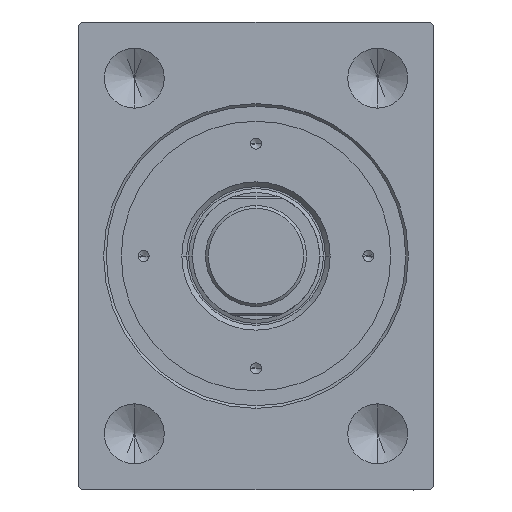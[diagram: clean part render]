
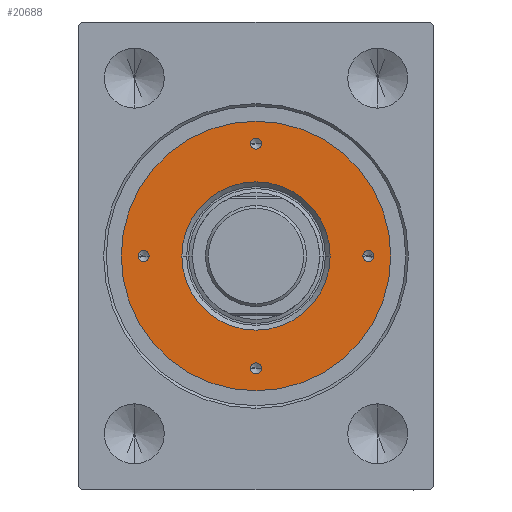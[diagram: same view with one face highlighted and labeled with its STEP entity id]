
A CAD part, left-side view. The second image highlights one B-rep face of the part: STEP entity #20688.
In plain terms, the highlighted face is planar.
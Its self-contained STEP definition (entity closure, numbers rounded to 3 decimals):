
#1355 = DIRECTION ( 'NONE',  ( 0., 0., 1. ) ) ;
#1981 = CIRCLE ( 'NONE', #34077, 36. ) ;
#2903 = CARTESIAN_POINT ( 'NONE',  ( 0., 0., 11.8 ) ) ;
#2915 = VERTEX_POINT ( 'NONE', #41419 ) ;
#3052 = VERTEX_POINT ( 'NONE', #15721 ) ;
#3135 = AXIS2_PLACEMENT_3D ( 'NONE', #10445, #37673, #7093 ) ;
#3466 = ORIENTED_EDGE ( 'NONE', *, *, #41972, .T. ) ;
#4716 = VERTEX_POINT ( 'NONE', #29812 ) ;
#4794 = ORIENTED_EDGE ( 'NONE', *, *, #28154, .F. ) ;
#5581 = CARTESIAN_POINT ( 'NONE',  ( 0., 0., 11.8 ) ) ;
#5589 = DIRECTION ( 'NONE',  ( 1., 0., 0. ) ) ;
#5629 = AXIS2_PLACEMENT_3D ( 'NONE', #40179, #32611, #5589 ) ;
#6931 = ORIENTED_EDGE ( 'NONE', *, *, #36368, .F. ) ;
#7081 = EDGE_LOOP ( 'NONE', ( #21854, #12670 ) ) ;
#7093 = DIRECTION ( 'NONE',  ( 1., 0., 0. ) ) ;
#7743 = CIRCLE ( 'NONE', #32696, 19.8 ) ;
#8349 = DIRECTION ( 'NONE',  ( 0., 0., 1. ) ) ;
#8373 = AXIS2_PLACEMENT_3D ( 'NONE', #8724, #1355, #32386 ) ;
#8691 = CARTESIAN_POINT ( 'NONE',  ( 31.5, 0., 11.8 ) ) ;
#8713 = ORIENTED_EDGE ( 'NONE', *, *, #43329, .F. ) ;
#8724 = CARTESIAN_POINT ( 'NONE',  ( 0., -30., 11.8 ) ) ;
#8822 = DIRECTION ( 'NONE',  ( 0., 0., 1. ) ) ;
#9133 = CARTESIAN_POINT ( 'NONE',  ( 1.5, 30., 11.8 ) ) ;
#9547 = DIRECTION ( 'NONE',  ( 0., 0., 1. ) ) ;
#9909 = CIRCLE ( 'NONE', #34854, 1.5 ) ;
#9925 = DIRECTION ( 'NONE',  ( 0., 0., 1. ) ) ;
#10445 = CARTESIAN_POINT ( 'NONE',  ( 0., 0., 11.8 ) ) ;
#10481 = AXIS2_PLACEMENT_3D ( 'NONE', #42883, #35963, #18989 ) ;
#11577 = EDGE_CURVE ( 'NONE', #3052, #18825, #40957, .T. ) ;
#12670 = ORIENTED_EDGE ( 'NONE', *, *, #28801, .T. ) ;
#12683 = CARTESIAN_POINT ( 'NONE',  ( 0., 0., 11.8 ) ) ;
#12864 = CARTESIAN_POINT ( 'NONE',  ( 30., 0., 11.8 ) ) ;
#12904 = FACE_BOUND ( 'NONE', #16744, .T. ) ;
#13485 = CIRCLE ( 'NONE', #5629, 1.5 ) ;
#13551 = DIRECTION ( 'NONE',  ( 0., 0., 1. ) ) ;
#13598 = EDGE_CURVE ( 'NONE', #2915, #29394, #38150, .T. ) ;
#14027 = CIRCLE ( 'NONE', #21149, 1.5 ) ;
#15108 = ORIENTED_EDGE ( 'NONE', *, *, #42806, .F. ) ;
#15721 = CARTESIAN_POINT ( 'NONE',  ( -1.5, -30., 11.8 ) ) ;
#16244 = FACE_BOUND ( 'NONE', #16432, .T. ) ;
#16432 = EDGE_LOOP ( 'NONE', ( #6931, #41119 ) ) ;
#16683 = FACE_BOUND ( 'NONE', #33459, .T. ) ;
#16744 = EDGE_LOOP ( 'NONE', ( #4794, #8713 ) ) ;
#18634 = DIRECTION ( 'NONE',  ( 1., 0., 0. ) ) ;
#18825 = VERTEX_POINT ( 'NONE', #41031 ) ;
#18989 = DIRECTION ( 'NONE',  ( 1., 0., 0. ) ) ;
#19194 = DIRECTION ( 'NONE',  ( 1., 0., 0. ) ) ;
#19611 = EDGE_CURVE ( 'NONE', #40450, #32273, #1981, .T. ) ;
#19719 = VERTEX_POINT ( 'NONE', #29617 ) ;
#19793 = DIRECTION ( 'NONE',  ( 1., 0., 0. ) ) ;
#19980 = DIRECTION ( 'NONE',  ( 0., 0., 1. ) ) ;
#20688 = ADVANCED_FACE ( 'NONE', ( #16244, #29866, #12904, #33649, #16683, #40126 ), #22712, .T. ) ;
#21149 = AXIS2_PLACEMENT_3D ( 'NONE', #37372, #9925, #36931 ) ;
#21854 = ORIENTED_EDGE ( 'NONE', *, *, #19611, .T. ) ;
#21947 = CARTESIAN_POINT ( 'NONE',  ( 30., 0., 11.8 ) ) ;
#22712 = PLANE ( 'NONE',  #42727 ) ;
#23093 = AXIS2_PLACEMENT_3D ( 'NONE', #21947, #8349, #35582 ) ;
#24747 = CIRCLE ( 'NONE', #8373, 1.5 ) ;
#25683 = DIRECTION ( 'NONE',  ( 0., 0., -1. ) ) ;
#26221 = VERTEX_POINT ( 'NONE', #9133 ) ;
#26293 = DIRECTION ( 'NONE',  ( 0., 0., -1. ) ) ;
#26675 = CIRCLE ( 'NONE', #3135, 36. ) ;
#26933 = DIRECTION ( 'NONE',  ( 1., 0., 0. ) ) ;
#27553 = CIRCLE ( 'NONE', #10481, 1.5 ) ;
#28154 = EDGE_CURVE ( 'NONE', #29303, #40938, #40217, .T. ) ;
#28357 = AXIS2_PLACEMENT_3D ( 'NONE', #12683, #26293, #19793 ) ;
#28801 = EDGE_CURVE ( 'NONE', #32273, #40450, #26675, .T. ) ;
#29281 = DIRECTION ( 'NONE',  ( 1., 0., 0. ) ) ;
#29303 = VERTEX_POINT ( 'NONE', #8691 ) ;
#29394 = VERTEX_POINT ( 'NONE', #40371 ) ;
#29542 = CARTESIAN_POINT ( 'NONE',  ( -36., 0., 11.8 ) ) ;
#29548 = AXIS2_PLACEMENT_3D ( 'NONE', #35612, #8822, #18634 ) ;
#29617 = CARTESIAN_POINT ( 'NONE',  ( 19.8, 0., 11.8 ) ) ;
#29812 = CARTESIAN_POINT ( 'NONE',  ( -19.8, 0., 11.8 ) ) ;
#29866 = FACE_BOUND ( 'NONE', #40540, .T. ) ;
#30302 = DIRECTION ( 'NONE',  ( 1., 0., 0. ) ) ;
#30809 = EDGE_LOOP ( 'NONE', ( #41960, #42118 ) ) ;
#32273 = VERTEX_POINT ( 'NONE', #32706 ) ;
#32386 = DIRECTION ( 'NONE',  ( 1., 0., 0. ) ) ;
#32611 = DIRECTION ( 'NONE',  ( 0., 0., 1. ) ) ;
#32696 = AXIS2_PLACEMENT_3D ( 'NONE', #5581, #25683, #19194 ) ;
#32706 = CARTESIAN_POINT ( 'NONE',  ( 36., 0., 11.8 ) ) ;
#32992 = CARTESIAN_POINT ( 'NONE',  ( 0., 0., 11.8 ) ) ;
#33352 = CIRCLE ( 'NONE', #28357, 19.8 ) ;
#33459 = EDGE_LOOP ( 'NONE', ( #3466, #35318 ) ) ;
#33649 = FACE_BOUND ( 'NONE', #30809, .T. ) ;
#34077 = AXIS2_PLACEMENT_3D ( 'NONE', #2903, #43557, #29281 ) ;
#34854 = AXIS2_PLACEMENT_3D ( 'NONE', #12864, #19980, #43447 ) ;
#35318 = ORIENTED_EDGE ( 'NONE', *, *, #38973, .T. ) ;
#35582 = DIRECTION ( 'NONE',  ( 1., 0., 0. ) ) ;
#35612 = CARTESIAN_POINT ( 'NONE',  ( 0., -30., 11.8 ) ) ;
#35813 = EDGE_CURVE ( 'NONE', #26221, #43760, #27553, .T. ) ;
#35963 = DIRECTION ( 'NONE',  ( 0., 0., 1. ) ) ;
#36368 = EDGE_CURVE ( 'NONE', #29394, #2915, #14027, .T. ) ;
#36931 = DIRECTION ( 'NONE',  ( 1., 0., 0. ) ) ;
#37372 = CARTESIAN_POINT ( 'NONE',  ( -30., 0., 11.8 ) ) ;
#37673 = DIRECTION ( 'NONE',  ( 0., 0., 1. ) ) ;
#37678 = EDGE_CURVE ( 'NONE', #18825, #3052, #24747, .T. ) ;
#38150 = CIRCLE ( 'NONE', #38259, 1.5 ) ;
#38259 = AXIS2_PLACEMENT_3D ( 'NONE', #41439, #13551, #26933 ) ;
#38973 = EDGE_CURVE ( 'NONE', #4716, #19719, #33352, .T. ) ;
#40126 = FACE_OUTER_BOUND ( 'NONE', #7081, .T. ) ;
#40179 = CARTESIAN_POINT ( 'NONE',  ( 0., 30., 11.8 ) ) ;
#40217 = CIRCLE ( 'NONE', #23093, 1.5 ) ;
#40254 = ORIENTED_EDGE ( 'NONE', *, *, #35813, .F. ) ;
#40371 = CARTESIAN_POINT ( 'NONE',  ( -28.5, 0., 11.8 ) ) ;
#40450 = VERTEX_POINT ( 'NONE', #29542 ) ;
#40540 = EDGE_LOOP ( 'NONE', ( #40254, #15108 ) ) ;
#40938 = VERTEX_POINT ( 'NONE', #43500 ) ;
#40957 = CIRCLE ( 'NONE', #29548, 1.5 ) ;
#41031 = CARTESIAN_POINT ( 'NONE',  ( 1.5, -30., 11.8 ) ) ;
#41119 = ORIENTED_EDGE ( 'NONE', *, *, #13598, .F. ) ;
#41419 = CARTESIAN_POINT ( 'NONE',  ( -31.5, 0., 11.8 ) ) ;
#41439 = CARTESIAN_POINT ( 'NONE',  ( -30., 0., 11.8 ) ) ;
#41960 = ORIENTED_EDGE ( 'NONE', *, *, #37678, .F. ) ;
#41972 = EDGE_CURVE ( 'NONE', #19719, #4716, #7743, .T. ) ;
#42118 = ORIENTED_EDGE ( 'NONE', *, *, #11577, .F. ) ;
#42727 = AXIS2_PLACEMENT_3D ( 'NONE', #32992, #9547, #30302 ) ;
#42806 = EDGE_CURVE ( 'NONE', #43760, #26221, #13485, .T. ) ;
#42883 = CARTESIAN_POINT ( 'NONE',  ( 0., 30., 11.8 ) ) ;
#43271 = CARTESIAN_POINT ( 'NONE',  ( -1.5, 30., 11.8 ) ) ;
#43329 = EDGE_CURVE ( 'NONE', #40938, #29303, #9909, .T. ) ;
#43447 = DIRECTION ( 'NONE',  ( 1., 0., 0. ) ) ;
#43500 = CARTESIAN_POINT ( 'NONE',  ( 28.5, 0., 11.8 ) ) ;
#43557 = DIRECTION ( 'NONE',  ( 0., 0., 1. ) ) ;
#43760 = VERTEX_POINT ( 'NONE', #43271 ) ;
